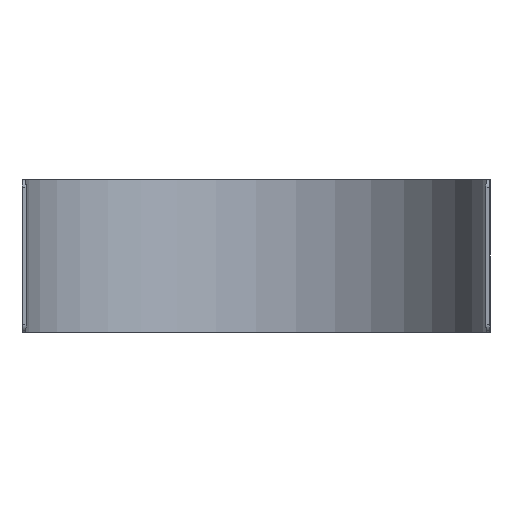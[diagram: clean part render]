
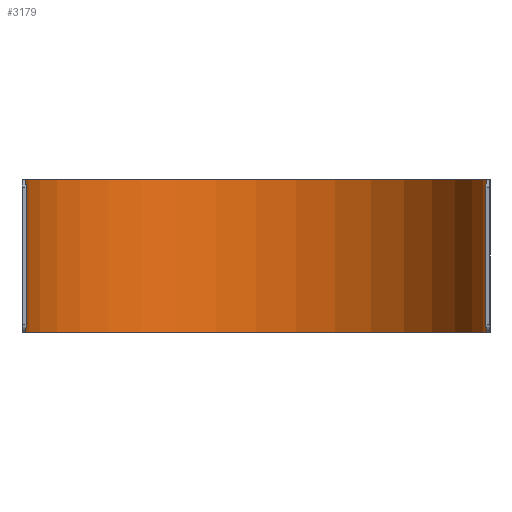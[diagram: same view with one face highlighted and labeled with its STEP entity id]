
A CAD part, front view. The second image highlights one B-rep face of the part: STEP entity #3179.
In plain terms, the highlighted cylindrical face has radius 30.2 mm (diameter 60.4 mm), a partial arc.
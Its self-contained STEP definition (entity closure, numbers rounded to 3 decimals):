
#501 = FACE_OUTER_BOUND ( 'NONE', #7976, .T. ) ;
#544 = DIRECTION ( 'NONE',  ( -1., 0., 0. ) ) ;
#792 = CARTESIAN_POINT ( 'NONE',  ( 0., 0., 10. ) ) ;
#833 = DIRECTION ( 'NONE',  ( -1., 0., 0. ) ) ;
#849 = AXIS2_PLACEMENT_3D ( 'NONE', #5456, #8303, #544 ) ;
#2202 = CIRCLE ( 'NONE', #6775, 30.2 ) ;
#2505 = EDGE_CURVE ( 'NONE', #7121, #7929, #2929, .T. ) ;
#2644 = VECTOR ( 'NONE', #3332, 1000. ) ;
#2929 = CIRCLE ( 'NONE', #6620, 30.2 ) ;
#3102 = ORIENTED_EDGE ( 'NONE', *, *, #7455, .T. ) ;
#3179 = ADVANCED_FACE ( 'NONE', ( #501 ), #6897, .F. ) ;
#3231 = CARTESIAN_POINT ( 'NONE',  ( 0., 0., -10. ) ) ;
#3332 = DIRECTION ( 'NONE',  ( 0., 0., -1. ) ) ;
#3626 = DIRECTION ( 'NONE',  ( 0., 0., -1. ) ) ;
#4095 = CARTESIAN_POINT ( 'NONE',  ( 30.2, 0., -10. ) ) ;
#4482 = CARTESIAN_POINT ( 'NONE',  ( -30.2, 0., -10. ) ) ;
#4664 = DIRECTION ( 'NONE',  ( 0., 0., -1. ) ) ;
#4710 = VECTOR ( 'NONE', #6923, 1000. ) ;
#4718 = DIRECTION ( 'NONE',  ( -1., 0., 0. ) ) ;
#4847 = VERTEX_POINT ( 'NONE', #4095 ) ;
#4876 = ORIENTED_EDGE ( 'NONE', *, *, #7504, .T. ) ;
#5456 = CARTESIAN_POINT ( 'NONE',  ( 0., 0., 10. ) ) ;
#5501 = LINE ( 'NONE', #7654, #2644 ) ;
#6260 = EDGE_CURVE ( 'NONE', #7929, #4847, #6873, .T. ) ;
#6620 = AXIS2_PLACEMENT_3D ( 'NONE', #792, #3626, #833 ) ;
#6775 = AXIS2_PLACEMENT_3D ( 'NONE', #3231, #4664, #4718 ) ;
#6859 = ORIENTED_EDGE ( 'NONE', *, *, #6260, .F. ) ;
#6873 = LINE ( 'NONE', #6970, #4710 ) ;
#6897 = CYLINDRICAL_SURFACE ( 'NONE', #849, 30.2 ) ;
#6923 = DIRECTION ( 'NONE',  ( 0., 0., -1. ) ) ;
#6970 = CARTESIAN_POINT ( 'NONE',  ( 30.2, 0., 10. ) ) ;
#6994 = CARTESIAN_POINT ( 'NONE',  ( 30.2, 0., 10. ) ) ;
#7121 = VERTEX_POINT ( 'NONE', #8972 ) ;
#7455 = EDGE_CURVE ( 'NONE', #8756, #4847, #2202, .T. ) ;
#7504 = EDGE_CURVE ( 'NONE', #7121, #8756, #5501, .T. ) ;
#7654 = CARTESIAN_POINT ( 'NONE',  ( -30.2, 0., 10. ) ) ;
#7929 = VERTEX_POINT ( 'NONE', #6994 ) ;
#7976 = EDGE_LOOP ( 'NONE', ( #6859, #8404, #4876, #3102 ) ) ;
#8303 = DIRECTION ( 'NONE',  ( 0., 0., -1. ) ) ;
#8404 = ORIENTED_EDGE ( 'NONE', *, *, #2505, .F. ) ;
#8756 = VERTEX_POINT ( 'NONE', #4482 ) ;
#8972 = CARTESIAN_POINT ( 'NONE',  ( -30.2, 0., 10. ) ) ;
